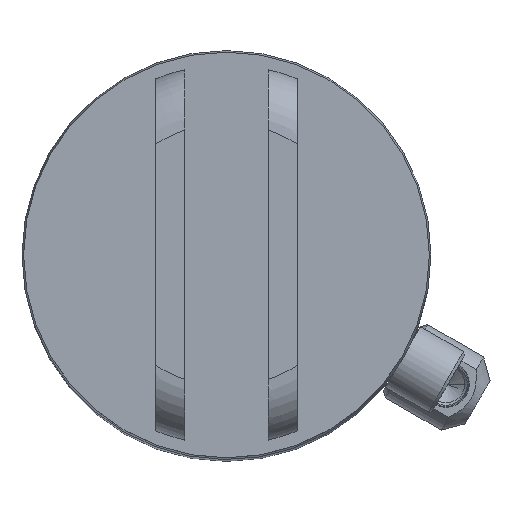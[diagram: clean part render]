
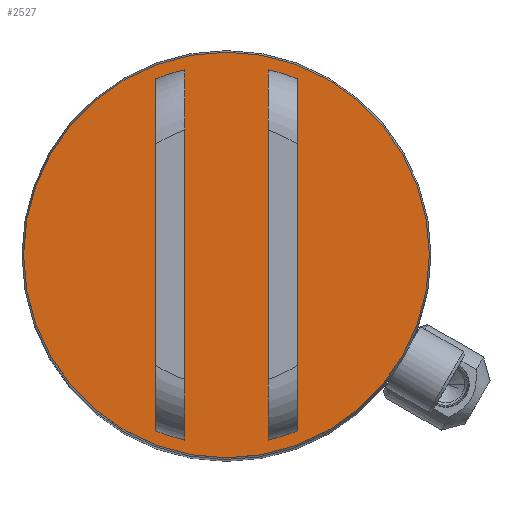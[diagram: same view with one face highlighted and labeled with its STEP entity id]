
A CAD part, top view. The second image highlights one B-rep face of the part: STEP entity #2527.
In plain terms, the highlighted planar face has unit normal (0, 0, 1).
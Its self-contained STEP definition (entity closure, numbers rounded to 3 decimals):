
#30 = VECTOR ( 'NONE', #1664, 1000. ) ;
#143 = EDGE_CURVE ( 'NONE', #3699, #959, #630, .T. ) ;
#402 = ORIENTED_EDGE ( 'NONE', *, *, #553, .F. ) ;
#421 = CARTESIAN_POINT ( 'NONE',  ( -24.25, -60.307, 20. ) ) ;
#433 = ORIENTED_EDGE ( 'NONE', *, *, #2985, .F. ) ;
#500 = ORIENTED_EDGE ( 'NONE', *, *, #143, .F. ) ;
#506 = DIRECTION ( 'NONE',  ( 0., 0., -1. ) ) ;
#553 = EDGE_CURVE ( 'NONE', #609, #3699, #889, .T. ) ;
#567 = CARTESIAN_POINT ( 'NONE',  ( -14.25, 63.419, 20. ) ) ;
#609 = VERTEX_POINT ( 'NONE', #421 ) ;
#630 = LINE ( 'NONE', #3901, #1352 ) ;
#687 = VERTEX_POINT ( 'NONE', #2438 ) ;
#694 = DIRECTION ( 'NONE',  ( -1., 0., 0. ) ) ;
#729 = LINE ( 'NONE', #2951, #1693 ) ;
#742 = CARTESIAN_POINT ( 'NONE',  ( 24.25, 60.307, 20. ) ) ;
#758 = EDGE_CURVE ( 'NONE', #687, #816, #3978, .T. ) ;
#787 = EDGE_CURVE ( 'NONE', #816, #687, #4126, .T. ) ;
#816 = VERTEX_POINT ( 'NONE', #2139 ) ;
#834 = CARTESIAN_POINT ( 'NONE',  ( -24.25, 60.307, 20. ) ) ;
#842 = DIRECTION ( 'NONE',  ( -1., 0., 0. ) ) ;
#882 = EDGE_CURVE ( 'NONE', #959, #1733, #1902, .T. ) ;
#889 = CIRCLE ( 'NONE', #4044, 65. ) ;
#959 = VERTEX_POINT ( 'NONE', #567 ) ;
#975 = ORIENTED_EDGE ( 'NONE', *, *, #882, .F. ) ;
#1124 = DIRECTION ( 'NONE',  ( 0., 0., -1. ) ) ;
#1172 = ORIENTED_EDGE ( 'NONE', *, *, #758, .F. ) ;
#1185 = AXIS2_PLACEMENT_3D ( 'NONE', #3400, #3967, #3041 ) ;
#1210 = DIRECTION ( 'NONE',  ( -1., 0., 0. ) ) ;
#1248 = CARTESIAN_POINT ( 'NONE',  ( 0., 0., 20. ) ) ;
#1250 = AXIS2_PLACEMENT_3D ( 'NONE', #1248, #3104, #1210 ) ;
#1297 = FACE_OUTER_BOUND ( 'NONE', #1860, .T. ) ;
#1326 = EDGE_CURVE ( 'NONE', #3039, #3203, #4130, .T. ) ;
#1352 = VECTOR ( 'NONE', #1998, 1000. ) ;
#1370 = ORIENTED_EDGE ( 'NONE', *, *, #787, .F. ) ;
#1478 = DIRECTION ( 'NONE',  ( 0., 0., 1. ) ) ;
#1550 = DIRECTION ( 'NONE',  ( -1., 0., 0. ) ) ;
#1589 = EDGE_CURVE ( 'NONE', #2554, #3655, #2825, .T. ) ;
#1646 = CARTESIAN_POINT ( 'NONE',  ( 0., 0., 20. ) ) ;
#1656 = ORIENTED_EDGE ( 'NONE', *, *, #1589, .F. ) ;
#1664 = DIRECTION ( 'NONE',  ( 0., 1., 0. ) ) ;
#1693 = VECTOR ( 'NONE', #3066, 1000. ) ;
#1733 = VERTEX_POINT ( 'NONE', #834 ) ;
#1787 = CARTESIAN_POINT ( 'NONE',  ( 0., 0., 20. ) ) ;
#1798 = CARTESIAN_POINT ( 'NONE',  ( 24.25, -60.307, 20. ) ) ;
#1834 = DIRECTION ( 'NONE',  ( -1., 0., 0. ) ) ;
#1860 = EDGE_LOOP ( 'NONE', ( #1370, #1172 ) ) ;
#1902 = CIRCLE ( 'NONE', #1250, 65. ) ;
#1949 = FACE_BOUND ( 'NONE', #2697, .T. ) ;
#1998 = DIRECTION ( 'NONE',  ( 0., 1., 0. ) ) ;
#2048 = ORIENTED_EDGE ( 'NONE', *, *, #3801, .F. ) ;
#2139 = CARTESIAN_POINT ( 'NONE',  ( -69.5, 0., 20. ) ) ;
#2331 = DIRECTION ( 'NONE',  ( 0., 0., 1. ) ) ;
#2361 = ORIENTED_EDGE ( 'NONE', *, *, #1326, .F. ) ;
#2389 = AXIS2_PLACEMENT_3D ( 'NONE', #3386, #1478, #1550 ) ;
#2413 = EDGE_LOOP ( 'NONE', ( #3831, #2361, #433, #1656 ) ) ;
#2438 = CARTESIAN_POINT ( 'NONE',  ( 69.5, 0., 20. ) ) ;
#2527 = ADVANCED_FACE ( 'NONE', ( #3927, #1297, #1949 ), #3009, .T. ) ;
#2554 = VERTEX_POINT ( 'NONE', #3668 ) ;
#2597 = DIRECTION ( 'NONE',  ( 0., 0., 1. ) ) ;
#2650 = AXIS2_PLACEMENT_3D ( 'NONE', #3954, #2331, #3649 ) ;
#2697 = EDGE_LOOP ( 'NONE', ( #2048, #975, #500, #402 ) ) ;
#2723 = CARTESIAN_POINT ( 'NONE',  ( 0., 0., 20. ) ) ;
#2802 = DIRECTION ( 'NONE',  ( 0., -1., 0. ) ) ;
#2825 = CIRCLE ( 'NONE', #2650, 65. ) ;
#2830 = AXIS2_PLACEMENT_3D ( 'NONE', #1787, #1124, #1834 ) ;
#2891 = AXIS2_PLACEMENT_3D ( 'NONE', #2723, #506, #842 ) ;
#2951 = CARTESIAN_POINT ( 'NONE',  ( 14.25, -63.419, 20. ) ) ;
#2985 = EDGE_CURVE ( 'NONE', #3655, #3039, #729, .T. ) ;
#3009 = PLANE ( 'NONE',  #1185 ) ;
#3017 = CARTESIAN_POINT ( 'NONE',  ( 14.25, 63.419, 20. ) ) ;
#3039 = VERTEX_POINT ( 'NONE', #3747 ) ;
#3041 = DIRECTION ( 'NONE',  ( 1., 0., 0. ) ) ;
#3065 = CARTESIAN_POINT ( 'NONE',  ( -14.25, -63.419, 20. ) ) ;
#3066 = DIRECTION ( 'NONE',  ( 0., -1., 0. ) ) ;
#3104 = DIRECTION ( 'NONE',  ( 0., 0., 1. ) ) ;
#3134 = CARTESIAN_POINT ( 'NONE',  ( -24.25, -60.307, 20. ) ) ;
#3203 = VERTEX_POINT ( 'NONE', #1798 ) ;
#3373 = LINE ( 'NONE', #3134, #3673 ) ;
#3386 = CARTESIAN_POINT ( 'NONE',  ( 0., 0., 20. ) ) ;
#3400 = CARTESIAN_POINT ( 'NONE',  ( 69.5, 0., 20. ) ) ;
#3649 = DIRECTION ( 'NONE',  ( -1., 0., 0. ) ) ;
#3655 = VERTEX_POINT ( 'NONE', #3017 ) ;
#3668 = CARTESIAN_POINT ( 'NONE',  ( 24.25, 60.307, 20. ) ) ;
#3673 = VECTOR ( 'NONE', #2802, 1000. ) ;
#3699 = VERTEX_POINT ( 'NONE', #3065 ) ;
#3747 = CARTESIAN_POINT ( 'NONE',  ( 14.25, -63.419, 20. ) ) ;
#3801 = EDGE_CURVE ( 'NONE', #1733, #609, #3373, .T. ) ;
#3831 = ORIENTED_EDGE ( 'NONE', *, *, #3993, .F. ) ;
#3901 = CARTESIAN_POINT ( 'NONE',  ( -14.25, 63.419, 20. ) ) ;
#3927 = FACE_BOUND ( 'NONE', #2413, .T. ) ;
#3954 = CARTESIAN_POINT ( 'NONE',  ( 0., 0., 20. ) ) ;
#3967 = DIRECTION ( 'NONE',  ( 0., 0., 1. ) ) ;
#3978 = CIRCLE ( 'NONE', #2830, 69.5 ) ;
#3993 = EDGE_CURVE ( 'NONE', #3203, #2554, #4069, .T. ) ;
#4044 = AXIS2_PLACEMENT_3D ( 'NONE', #1646, #2597, #694 ) ;
#4069 = LINE ( 'NONE', #742, #30 ) ;
#4126 = CIRCLE ( 'NONE', #2891, 69.5 ) ;
#4130 = CIRCLE ( 'NONE', #2389, 65. ) ;
